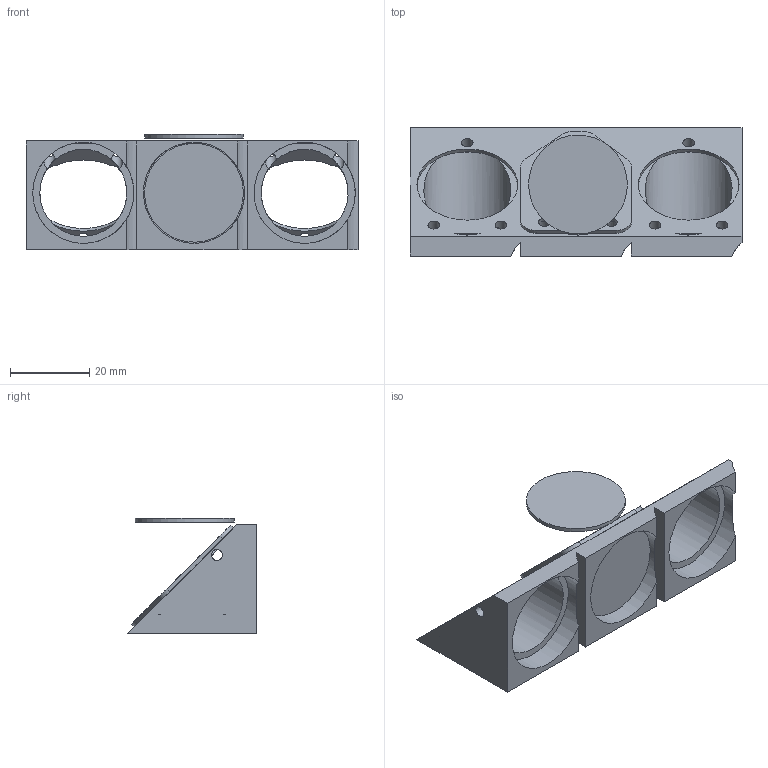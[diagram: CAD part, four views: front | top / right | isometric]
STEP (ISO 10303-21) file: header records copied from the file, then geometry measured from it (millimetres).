
FILE_DESCRIPTION(/* description */ (''),/* implementation_level */ '2;1');
FILE_NAME(/* name */ '30_Cube_Insert_Filter_Revolver_Filters_v3.iam.step',/* time_stamp */ '2022-11-29T08:52:09+01:00',/* author */ ('diederichbenedict'),/* organization */ (''),/* preprocessor_version */ 'ST-DEVELOPER v18.1',/* originating_system */ 'Autodesk Inventor 2022',/* authorisation */ '');
FILE_SCHEMA (('AUTOMOTIVE_DESIGN { 1 0 10303 214 3 1 1 }'));
Products named in the file (4): 30_Cube_Insert_Filter_Revolver_Filters_v3; 30_Cube_Insert_Filter_Revolver_Filter_base; 30_Cube_Insert_Filter_Revolver_Filter_clamp_v3; 00_Comar_Filter_25Dia
Assembly tree (5 placements, depth 2):
  30_Cube_Insert_Filter_Revolver_Filters_v3
    00_Comar_Filter_25Dia  x3
    30_Cube_Insert_Filter_Revolver_Filter_base
    30_Cube_Insert_Filter_Revolver_Filter_clamp_v3
Bounding box: 84 x 32.53 x 29.23 mm (x, y, z)
Volume: 21334.2 mm3; surface area: 16535.7 mm2
Topology: 5 solids, 5 shells, 110 faces, 333 edges, 221 vertices
Faces by surface type: plane 60, cylinder 50
Full cylindrical faces by diameter (mm): 2.8 x16, 2.9 x12, 22 x3, 22.7 x1, 25 x3, 25.5 x3, 25.6 x3
Entity records: 4452 total; most frequent: CARTESIAN_POINT 1243, DIRECTION 655, ORIENTED_EDGE 654, EDGE_CURVE 327, AXIS2_PLACEMENT_3D 272, VERTEX_POINT 217, EDGE_LOOP 144, CIRCLE 120
